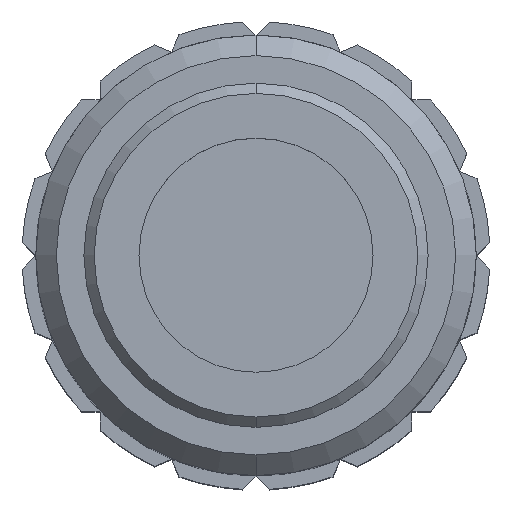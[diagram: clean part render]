
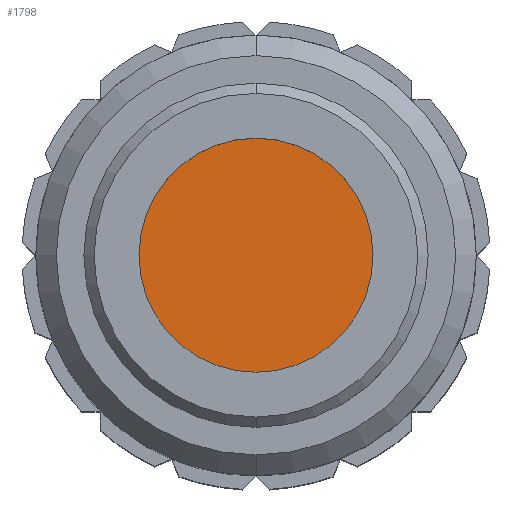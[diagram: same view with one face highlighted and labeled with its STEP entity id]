
A CAD part, top view. The second image highlights one B-rep face of the part: STEP entity #1798.
In plain terms, the highlighted planar face has unit normal (0, 0, 1).
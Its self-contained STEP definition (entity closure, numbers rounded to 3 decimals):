
#61 = CARTESIAN_POINT ( 'NONE',  ( 0., -8.5, 63.5 ) ) ;
#268 = DIRECTION ( 'NONE',  ( 0., -1., 0. ) ) ;
#502 = EDGE_LOOP ( 'NONE', ( #3838, #4608 ) ) ;
#1038 = PLANE ( 'NONE',  #2317 ) ;
#1269 = DIRECTION ( 'NONE',  ( 0., -1., 0. ) ) ;
#1301 = EDGE_CURVE ( 'NONE', #3966, #3810, #2442, .T. ) ;
#1798 = ADVANCED_FACE ( 'NONE', ( #4243 ), #1038, .F. ) ;
#1874 = AXIS2_PLACEMENT_3D ( 'NONE', #3936, #4319, #1269 ) ;
#2112 = DIRECTION ( 'NONE',  ( 0., 0., -1. ) ) ;
#2154 = DIRECTION ( 'NONE',  ( 0., 1., 0. ) ) ;
#2317 = AXIS2_PLACEMENT_3D ( 'NONE', #4009, #2112, #2154 ) ;
#2442 = CIRCLE ( 'NONE', #4691, 8.5 ) ;
#2514 = EDGE_CURVE ( 'NONE', #3810, #3966, #3445, .T. ) ;
#2800 = CARTESIAN_POINT ( 'NONE',  ( 0., 8.5, 63.5 ) ) ;
#3301 = DIRECTION ( 'NONE',  ( 0., 0., 1. ) ) ;
#3445 = CIRCLE ( 'NONE', #1874, 8.5 ) ;
#3649 = CARTESIAN_POINT ( 'NONE',  ( 0., 0., 63.5 ) ) ;
#3810 = VERTEX_POINT ( 'NONE', #61 ) ;
#3838 = ORIENTED_EDGE ( 'NONE', *, *, #2514, .T. ) ;
#3936 = CARTESIAN_POINT ( 'NONE',  ( 0., 0., 63.5 ) ) ;
#3966 = VERTEX_POINT ( 'NONE', #2800 ) ;
#4009 = CARTESIAN_POINT ( 'NONE',  ( 0., 8.5, 63.5 ) ) ;
#4243 = FACE_OUTER_BOUND ( 'NONE', #502, .T. ) ;
#4319 = DIRECTION ( 'NONE',  ( 0., 0., 1. ) ) ;
#4608 = ORIENTED_EDGE ( 'NONE', *, *, #1301, .T. ) ;
#4691 = AXIS2_PLACEMENT_3D ( 'NONE', #3649, #3301, #268 ) ;
